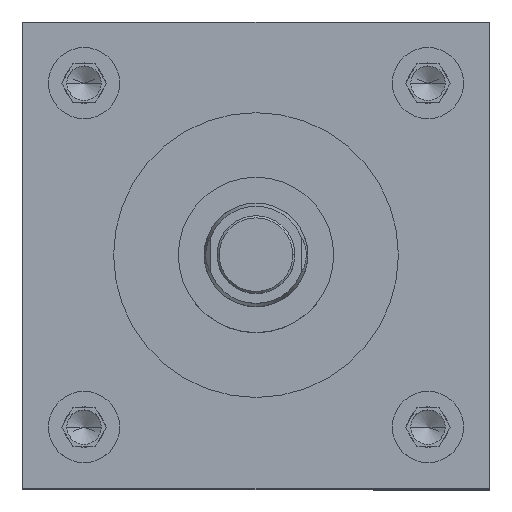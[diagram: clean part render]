
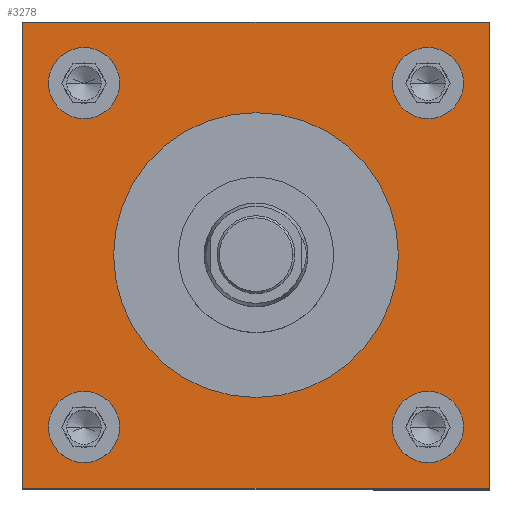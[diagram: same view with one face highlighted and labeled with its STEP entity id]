
A CAD part, top view. The second image highlights one B-rep face of the part: STEP entity #3278.
In plain terms, the highlighted planar face has unit normal (0, 0, 1).
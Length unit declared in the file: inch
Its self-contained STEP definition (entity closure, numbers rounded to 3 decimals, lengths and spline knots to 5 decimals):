
#14 = CARTESIAN_POINT ( 'NONE',  ( -2.25, -2.25, 10.25 ) ) ;
#42 = AXIS2_PLACEMENT_3D ( 'NONE', #6729, #3339, #1621 ) ;
#81 = EDGE_CURVE ( 'NONE', #1803, #225, #2054, .T. ) ;
#225 = VERTEX_POINT ( 'NONE', #1329 ) ;
#243 = VERTEX_POINT ( 'NONE', #1356 ) ;
#402 = CARTESIAN_POINT ( 'NONE',  ( -1.375, 0., 10.25 ) ) ;
#652 = CIRCLE ( 'NONE', #4688, 0.3435 ) ;
#779 = EDGE_CURVE ( 'NONE', #225, #1803, #652, .T. ) ;
#838 = CIRCLE ( 'NONE', #4883, 0.3435 ) ;
#914 = CARTESIAN_POINT ( 'NONE',  ( 2.0035, 1.66, 10.25 ) ) ;
#917 = DIRECTION ( 'NONE',  ( 0., -1., 0. ) ) ;
#930 = VERTEX_POINT ( 'NONE', #6013 ) ;
#1005 = CARTESIAN_POINT ( 'NONE',  ( 1.3165, -1.66, 10.25 ) ) ;
#1033 = AXIS2_PLACEMENT_3D ( 'NONE', #2613, #3160, #3808 ) ;
#1038 = FACE_OUTER_BOUND ( 'NONE', #4878, .T. ) ;
#1153 = CARTESIAN_POINT ( 'NONE',  ( -2.0035, -1.66, 10.25 ) ) ;
#1238 = VERTEX_POINT ( 'NONE', #6839 ) ;
#1329 = CARTESIAN_POINT ( 'NONE',  ( 2.0035, -1.66, 10.25 ) ) ;
#1335 = EDGE_CURVE ( 'NONE', #4621, #6172, #4372, .T. ) ;
#1356 = CARTESIAN_POINT ( 'NONE',  ( -2.0035, 1.66, 10.25 ) ) ;
#1442 = CARTESIAN_POINT ( 'NONE',  ( -1.3165, 1.66, 10.25 ) ) ;
#1547 = CARTESIAN_POINT ( 'NONE',  ( -1.66, -1.66, 10.25 ) ) ;
#1569 = VERTEX_POINT ( 'NONE', #14 ) ;
#1572 = PLANE ( 'NONE',  #1992 ) ;
#1603 = EDGE_CURVE ( 'NONE', #2888, #6755, #5726, .T. ) ;
#1621 = DIRECTION ( 'NONE',  ( 1., 0., 0. ) ) ;
#1647 = EDGE_CURVE ( 'NONE', #1569, #2888, #4645, .T. ) ;
#1718 = ORIENTED_EDGE ( 'NONE', *, *, #1647, .T. ) ;
#1803 = VERTEX_POINT ( 'NONE', #1005 ) ;
#1862 = CIRCLE ( 'NONE', #3154, 1.375 ) ;
#1878 = DIRECTION ( 'NONE',  ( 0., 0., 1. ) ) ;
#1901 = AXIS2_PLACEMENT_3D ( 'NONE', #4171, #1951, #4212 ) ;
#1951 = DIRECTION ( 'NONE',  ( 0., 0., 1. ) ) ;
#1992 = AXIS2_PLACEMENT_3D ( 'NONE', #4918, #2635, #2152 ) ;
#2004 = VECTOR ( 'NONE', #5684, 39.37008 ) ;
#2054 = CIRCLE ( 'NONE', #5306, 0.3435 ) ;
#2138 = CARTESIAN_POINT ( 'NONE',  ( 1.66, 1.66, 10.25 ) ) ;
#2152 = DIRECTION ( 'NONE',  ( -1., 0., 0. ) ) ;
#2173 = CARTESIAN_POINT ( 'NONE',  ( -2.25, -2.25, 10.25 ) ) ;
#2216 = VERTEX_POINT ( 'NONE', #5856 ) ;
#2226 = FACE_BOUND ( 'NONE', #5232, .T. ) ;
#2231 = ORIENTED_EDGE ( 'NONE', *, *, #7043, .T. ) ;
#2387 = ORIENTED_EDGE ( 'NONE', *, *, #5777, .F. ) ;
#2424 = VECTOR ( 'NONE', #2806, 39.37008 ) ;
#2429 = VERTEX_POINT ( 'NONE', #402 ) ;
#2481 = CARTESIAN_POINT ( 'NONE',  ( -1.66, -1.66, 10.25 ) ) ;
#2584 = DIRECTION ( 'NONE',  ( 0., 0., 1. ) ) ;
#2613 = CARTESIAN_POINT ( 'NONE',  ( 1.66, 1.66, 10.25 ) ) ;
#2635 = DIRECTION ( 'NONE',  ( 0., 0., -1. ) ) ;
#2707 = DIRECTION ( 'NONE',  ( 0., 0., 1. ) ) ;
#2709 = FACE_BOUND ( 'NONE', #3842, .T. ) ;
#2806 = DIRECTION ( 'NONE',  ( -1., 0., 0. ) ) ;
#2809 = EDGE_CURVE ( 'NONE', #2961, #243, #4185, .T. ) ;
#2816 = CIRCLE ( 'NONE', #6860, 0.3435 ) ;
#2875 = EDGE_CURVE ( 'NONE', #2908, #930, #838, .T. ) ;
#2888 = VERTEX_POINT ( 'NONE', #6439 ) ;
#2908 = VERTEX_POINT ( 'NONE', #914 ) ;
#2916 = ORIENTED_EDGE ( 'NONE', *, *, #4107, .T. ) ;
#2961 = VERTEX_POINT ( 'NONE', #1442 ) ;
#3154 = AXIS2_PLACEMENT_3D ( 'NONE', #6477, #4396, #7127 ) ;
#3160 = DIRECTION ( 'NONE',  ( 0., 0., 1. ) ) ;
#3268 = ORIENTED_EDGE ( 'NONE', *, *, #3576, .F. ) ;
#3278 = ADVANCED_FACE ( 'NONE', ( #3446, #3289, #3321, #2709, #2226, #1038 ), #1572, .F. ) ;
#3280 = ORIENTED_EDGE ( 'NONE', *, *, #4070, .F. ) ;
#3289 = FACE_BOUND ( 'NONE', #5364, .T. ) ;
#3304 = ORIENTED_EDGE ( 'NONE', *, *, #1603, .T. ) ;
#3321 = FACE_BOUND ( 'NONE', #6042, .T. ) ;
#3339 = DIRECTION ( 'NONE',  ( 0., 0., 1. ) ) ;
#3446 = FACE_BOUND ( 'NONE', #6580, .T. ) ;
#3483 = ORIENTED_EDGE ( 'NONE', *, *, #1335, .F. ) ;
#3560 = VECTOR ( 'NONE', #917, 39.37008 ) ;
#3576 = EDGE_CURVE ( 'NONE', #6172, #4621, #2816, .T. ) ;
#3760 = VECTOR ( 'NONE', #6175, 39.37008 ) ;
#3808 = DIRECTION ( 'NONE',  ( 1., 0., 0. ) ) ;
#3842 = EDGE_LOOP ( 'NONE', ( #4526, #3280 ) ) ;
#4070 = EDGE_CURVE ( 'NONE', #243, #2961, #4115, .T. ) ;
#4100 = LINE ( 'NONE', #2173, #3560 ) ;
#4107 = EDGE_CURVE ( 'NONE', #1238, #1569, #4100, .T. ) ;
#4111 = CARTESIAN_POINT ( 'NONE',  ( 2.25, 2.25, 10.25 ) ) ;
#4115 = CIRCLE ( 'NONE', #1901, 0.3435 ) ;
#4163 = EDGE_CURVE ( 'NONE', #2216, #2429, #1862, .T. ) ;
#4171 = CARTESIAN_POINT ( 'NONE',  ( -1.66, 1.66, 10.25 ) ) ;
#4185 = CIRCLE ( 'NONE', #6946, 0.3435 ) ;
#4212 = DIRECTION ( 'NONE',  ( 1., 0., 0. ) ) ;
#4300 = EDGE_CURVE ( 'NONE', #2429, #2216, #6837, .T. ) ;
#4371 = DIRECTION ( 'NONE',  ( 1., 0., 0. ) ) ;
#4372 = CIRCLE ( 'NONE', #5298, 0.3435 ) ;
#4396 = DIRECTION ( 'NONE',  ( 0., 0., 1. ) ) ;
#4526 = ORIENTED_EDGE ( 'NONE', *, *, #2809, .F. ) ;
#4621 = VERTEX_POINT ( 'NONE', #1153 ) ;
#4623 = DIRECTION ( 'NONE',  ( 1., 0., 0. ) ) ;
#4645 = LINE ( 'NONE', #5757, #3760 ) ;
#4688 = AXIS2_PLACEMENT_3D ( 'NONE', #6951, #2584, #6517 ) ;
#4702 = DIRECTION ( 'NONE',  ( 0., 0., 1. ) ) ;
#4793 = DIRECTION ( 'NONE',  ( 0., 0., 1. ) ) ;
#4860 = CIRCLE ( 'NONE', #1033, 0.3435 ) ;
#4878 = EDGE_LOOP ( 'NONE', ( #2916, #1718, #3304, #2231 ) ) ;
#4883 = AXIS2_PLACEMENT_3D ( 'NONE', #2138, #4793, #5947 ) ;
#4918 = CARTESIAN_POINT ( 'NONE',  ( -2.25, 2.25, 10.25 ) ) ;
#5178 = CARTESIAN_POINT ( 'NONE',  ( 2.25, -2.25, 10.25 ) ) ;
#5232 = EDGE_LOOP ( 'NONE', ( #5444, #5844 ) ) ;
#5298 = AXIS2_PLACEMENT_3D ( 'NONE', #1547, #7014, #5970 ) ;
#5306 = AXIS2_PLACEMENT_3D ( 'NONE', #5992, #2707, #4371 ) ;
#5347 = DIRECTION ( 'NONE',  ( 1., 0., 0. ) ) ;
#5364 = EDGE_LOOP ( 'NONE', ( #7094, #2387 ) ) ;
#5444 = ORIENTED_EDGE ( 'NONE', *, *, #4163, .F. ) ;
#5528 = CARTESIAN_POINT ( 'NONE',  ( -2.25, 2.25, 10.25 ) ) ;
#5684 = DIRECTION ( 'NONE',  ( 0., 1., 0. ) ) ;
#5726 = LINE ( 'NONE', #5178, #2004 ) ;
#5741 = CARTESIAN_POINT ( 'NONE',  ( -1.66, 1.66, 10.25 ) ) ;
#5757 = CARTESIAN_POINT ( 'NONE',  ( -2.25, -2.25, 10.25 ) ) ;
#5759 = CARTESIAN_POINT ( 'NONE',  ( -1.3165, -1.66, 10.25 ) ) ;
#5777 = EDGE_CURVE ( 'NONE', #930, #2908, #4860, .T. ) ;
#5844 = ORIENTED_EDGE ( 'NONE', *, *, #4300, .F. ) ;
#5856 = CARTESIAN_POINT ( 'NONE',  ( 1.375, 0., 10.25 ) ) ;
#5947 = DIRECTION ( 'NONE',  ( 1., 0., 0. ) ) ;
#5970 = DIRECTION ( 'NONE',  ( 1., 0., 0. ) ) ;
#5992 = CARTESIAN_POINT ( 'NONE',  ( 1.66, -1.66, 10.25 ) ) ;
#6013 = CARTESIAN_POINT ( 'NONE',  ( 1.3165, 1.66, 10.25 ) ) ;
#6042 = EDGE_LOOP ( 'NONE', ( #3268, #3483 ) ) ;
#6058 = LINE ( 'NONE', #5528, #2424 ) ;
#6060 = ORIENTED_EDGE ( 'NONE', *, *, #81, .F. ) ;
#6172 = VERTEX_POINT ( 'NONE', #5759 ) ;
#6175 = DIRECTION ( 'NONE',  ( 1., 0., 0. ) ) ;
#6439 = CARTESIAN_POINT ( 'NONE',  ( 2.25, -2.25, 10.25 ) ) ;
#6477 = CARTESIAN_POINT ( 'NONE',  ( 0., 0., 10.25 ) ) ;
#6517 = DIRECTION ( 'NONE',  ( 1., 0., 0. ) ) ;
#6580 = EDGE_LOOP ( 'NONE', ( #6898, #6060 ) ) ;
#6729 = CARTESIAN_POINT ( 'NONE',  ( 0., 0., 10.25 ) ) ;
#6755 = VERTEX_POINT ( 'NONE', #4111 ) ;
#6837 = CIRCLE ( 'NONE', #42, 1.375 ) ;
#6839 = CARTESIAN_POINT ( 'NONE',  ( -2.25, 2.25, 10.25 ) ) ;
#6860 = AXIS2_PLACEMENT_3D ( 'NONE', #2481, #4702, #5347 ) ;
#6898 = ORIENTED_EDGE ( 'NONE', *, *, #779, .F. ) ;
#6946 = AXIS2_PLACEMENT_3D ( 'NONE', #5741, #1878, #4623 ) ;
#6951 = CARTESIAN_POINT ( 'NONE',  ( 1.66, -1.66, 10.25 ) ) ;
#7014 = DIRECTION ( 'NONE',  ( 0., 0., 1. ) ) ;
#7043 = EDGE_CURVE ( 'NONE', #6755, #1238, #6058, .T. ) ;
#7094 = ORIENTED_EDGE ( 'NONE', *, *, #2875, .F. ) ;
#7127 = DIRECTION ( 'NONE',  ( 1., 0., 0. ) ) ;
